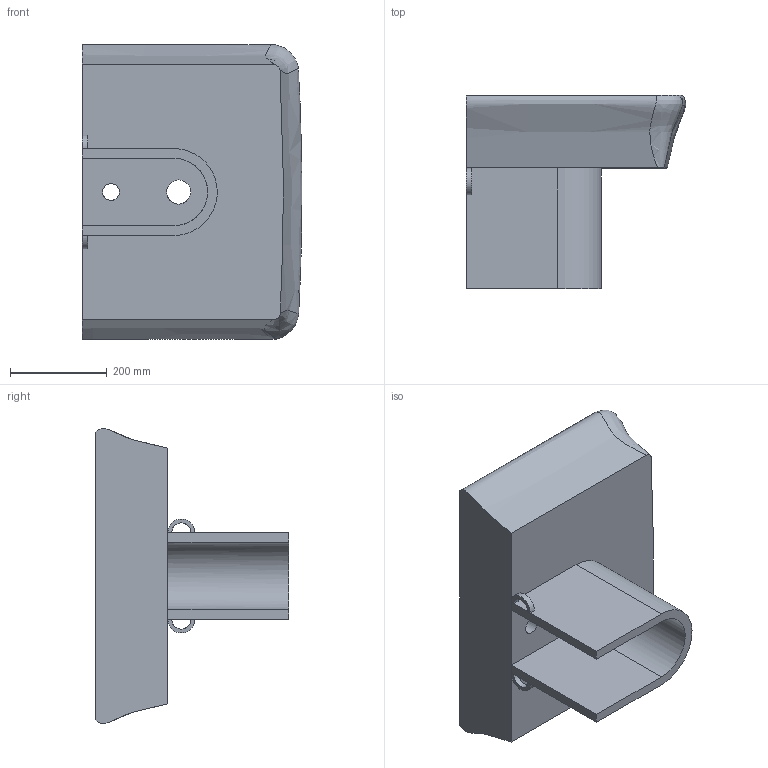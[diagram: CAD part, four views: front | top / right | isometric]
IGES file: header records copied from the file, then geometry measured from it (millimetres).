
Global section: file name: 3592; native system: AutoCAD 2016 - English; preprocessor: Autodesk Translation Framework DWG producer (atf_dwg_producer); organization: unknown; date: 20170505.150935; units: millimetre
Bounding box: 455.43 x 400 x 610.56 mm (x, y, z)
Volume: 28898827.7 mm3; surface area: 1225779.7 mm2
Topology: 4 solids, 4 shells, 43 faces, 107 edges, 74 vertices
Faces by surface type: bspline 43
